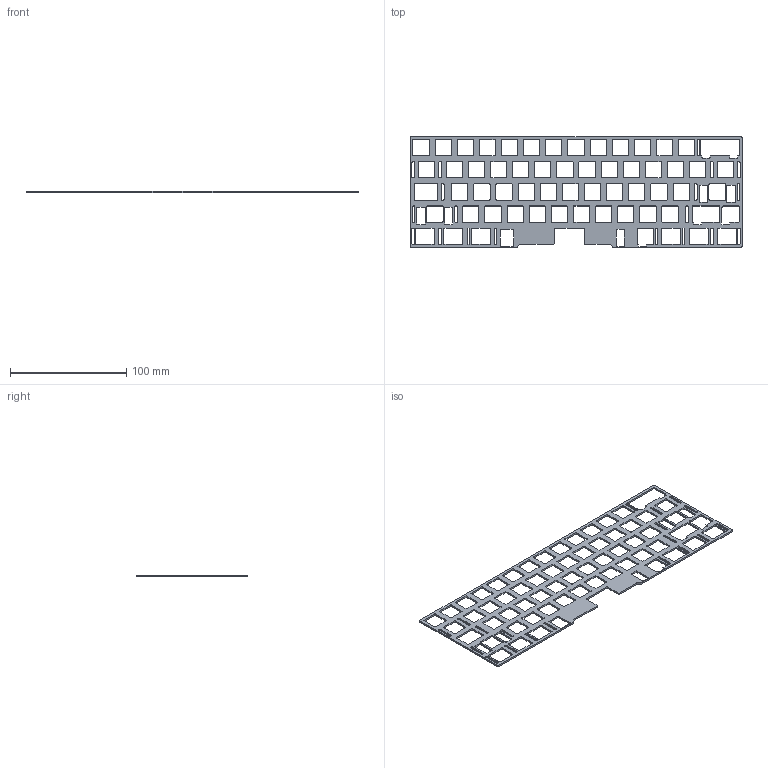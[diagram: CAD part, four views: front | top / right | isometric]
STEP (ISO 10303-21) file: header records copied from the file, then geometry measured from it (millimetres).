
FILE_DESCRIPTION(/* description */ (''),/* implementation_level */ '2;1');
FILE_NAME(/* name */ 'MX Universal Plate v1.step',/* time_stamp */ '2021-03-08T20:45:11-05:00',/* author */ (''),/* organization */ (''),/* preprocessor_version */ 'ST-DEVELOPER v18.1',/* originating_system */ 'Autodesk Translation Framework v9.10.0.1330',/* authorisation */ '');
FILE_SCHEMA (('AUTOMOTIVE_DESIGN { 1 0 10303 214 3 1 1 }'));
Length unit declared in the file: millimetre
Products named in the file (1): MX Universal Plate
Bounding box: 285.75 x 95.25 x 1.5 mm (x, y, z)
Volume: 19078 mm3; surface area: 33134 mm2
Topology: 1 solids, 1 shells, 744 faces, 2226 edges, 1484 vertices
Faces by surface type: plane 378, cylinder 366
Entity records: 25619 total; most frequent: CARTESIAN_POINT 4455, ORIENTED_EDGE 4452, DIRECTION 4448, EDGE_CURVE 2226, LINE 1494, VECTOR 1494, VERTEX_POINT 1484, AXIS2_PLACEMENT_3D 1477
